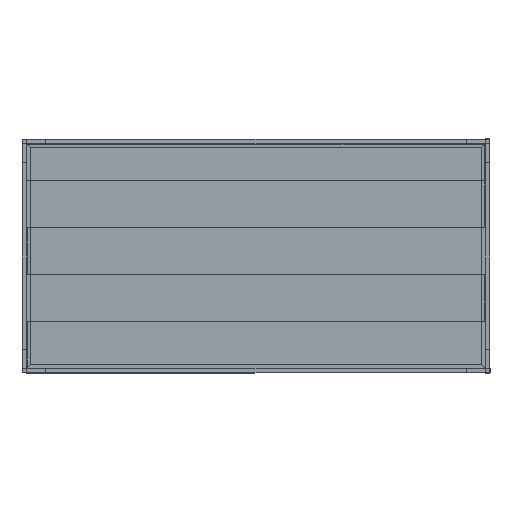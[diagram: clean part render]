
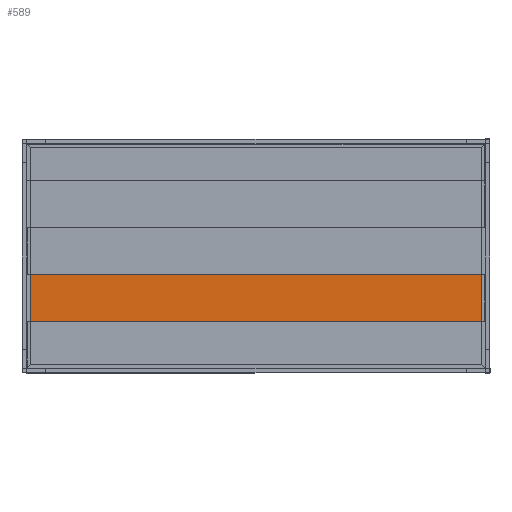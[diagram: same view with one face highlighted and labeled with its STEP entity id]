
A CAD part, left-side view. The second image highlights one B-rep face of the part: STEP entity #589.
In plain terms, the highlighted face is planar.
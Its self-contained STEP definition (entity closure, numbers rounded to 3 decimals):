
#589 = ADVANCED_FACE ( 'NONE', ( #1918 ), #4518, .F. ) ;
#710 = CARTESIAN_POINT ( 'NONE',  ( -100., 1955., -3.5 ) ) ;
#933 = VERTEX_POINT ( 'NONE', #1686 ) ;
#947 = EDGE_CURVE ( 'NONE', #933, #3480, #3660, .T. ) ;
#1109 = AXIS2_PLACEMENT_3D ( 'NONE', #2450, #4112, #3271 ) ;
#1250 = DIRECTION ( 'NONE',  ( -1., 0., 0. ) ) ;
#1582 = VERTEX_POINT ( 'NONE', #5164 ) ;
#1595 = LINE ( 'NONE', #3326, #1654 ) ;
#1654 = VECTOR ( 'NONE', #1250, 1000. ) ;
#1686 = CARTESIAN_POINT ( 'NONE',  ( 100., 0., -3.5 ) ) ;
#1707 = VECTOR ( 'NONE', #2494, 1000. ) ;
#1716 = EDGE_LOOP ( 'NONE', ( #4956, #5191, #3472, #2423 ) ) ;
#1918 = FACE_OUTER_BOUND ( 'NONE', #1716, .T. ) ;
#2222 = EDGE_CURVE ( 'NONE', #1582, #4843, #1595, .T. ) ;
#2251 = VECTOR ( 'NONE', #2331, 1000. ) ;
#2331 = DIRECTION ( 'NONE',  ( 0., -1., 0. ) ) ;
#2423 = ORIENTED_EDGE ( 'NONE', *, *, #2637, .T. ) ;
#2450 = CARTESIAN_POINT ( 'NONE',  ( -100., 1955., -3.5 ) ) ;
#2494 = DIRECTION ( 'NONE',  ( -1., 0., 0. ) ) ;
#2637 = EDGE_CURVE ( 'NONE', #1582, #933, #2953, .T. ) ;
#2706 = EDGE_CURVE ( 'NONE', #4843, #3480, #5150, .T. ) ;
#2768 = DIRECTION ( 'NONE',  ( 0., -1., 0. ) ) ;
#2787 = CARTESIAN_POINT ( 'NONE',  ( -100., 0., -3.5 ) ) ;
#2953 = LINE ( 'NONE', #3161, #4415 ) ;
#3161 = CARTESIAN_POINT ( 'NONE',  ( 100., 1955., -3.5 ) ) ;
#3271 = DIRECTION ( 'NONE',  ( 1., 0., 0. ) ) ;
#3326 = CARTESIAN_POINT ( 'NONE',  ( -100., 1955., -3.5 ) ) ;
#3472 = ORIENTED_EDGE ( 'NONE', *, *, #2222, .F. ) ;
#3480 = VERTEX_POINT ( 'NONE', #4288 ) ;
#3660 = LINE ( 'NONE', #2787, #1707 ) ;
#4112 = DIRECTION ( 'NONE',  ( 0., 0., 1. ) ) ;
#4288 = CARTESIAN_POINT ( 'NONE',  ( -100., 0., -3.5 ) ) ;
#4415 = VECTOR ( 'NONE', #2768, 1000. ) ;
#4518 = PLANE ( 'NONE',  #1109 ) ;
#4795 = CARTESIAN_POINT ( 'NONE',  ( -100., 1955., -3.5 ) ) ;
#4843 = VERTEX_POINT ( 'NONE', #4795 ) ;
#4956 = ORIENTED_EDGE ( 'NONE', *, *, #947, .T. ) ;
#5150 = LINE ( 'NONE', #710, #2251 ) ;
#5164 = CARTESIAN_POINT ( 'NONE',  ( 100., 1955., -3.5 ) ) ;
#5191 = ORIENTED_EDGE ( 'NONE', *, *, #2706, .F. ) ;
